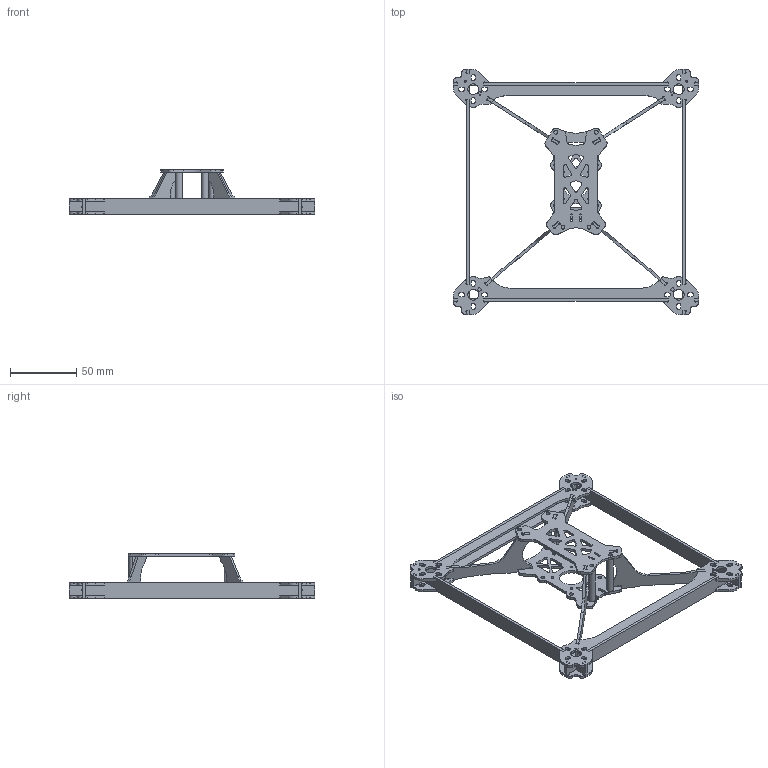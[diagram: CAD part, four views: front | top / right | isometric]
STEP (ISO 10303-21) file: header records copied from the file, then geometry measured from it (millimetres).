
FILE_DESCRIPTION (( 'STEP AP214' ), '1' );
FILE_NAME ('Source V-2020-April-15.STEP', '2020-04-15T09:58:21', ( '' ), ( '' ), 'SwSTEP 2.0', 'SolidWorks 2017', '' );
FILE_SCHEMA (( 'AUTOMOTIVE_DESIGN' ));
Length unit declared in the file: millimetre
Products named in the file (37): Source V-2020-April-1513; Source V-2020-April-155; Source V-2020-April-1518; Source V-2020-April-152; Source V-2020-April-1511; Source V-2020-April-1517; Source V-2020-April-1510; Source V-2020-April-151; Source V-2020-April-156; Source V-2020-April-154; Source V-2020-April-159; Source V-2020-April-158; Source V-2020-April-153; Source V-2020-April-1516; Source V-2020-April-1515; Source V-2020-April-157; Source V-2020-April-1514; Source V-2020-April-1512; Source V-2020-April-15
Assembly tree (18 placements, depth 2):
  Source V-2020-April-155
  Source V-2020-April-1518
  Source V-2020-April-151
  Source V-2020-April-1517
  Source V-2020-April-1510
Bounding box: 185.56 x 185.56 x 34 mm (x, y, z)
Surface area: 64897.5 mm2 (no closed solid volume)
Topology: 0 solids, 18 shells, 1406 faces, 4110 edges, 2740 vertices
Faces by surface type: cylinder 749, plane 657
Entity records: 48222 total; most frequent: DIRECTION 8464, CARTESIAN_POINT 8278, ORIENTED_EDGE 8220, EDGE_CURVE 4110, AXIS2_PLACEMENT_3D 2926, VERTEX_POINT 2740, VECTOR 2612, LINE 2612
